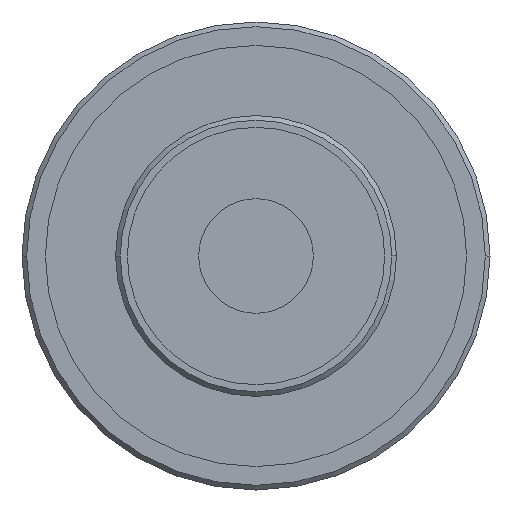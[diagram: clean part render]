
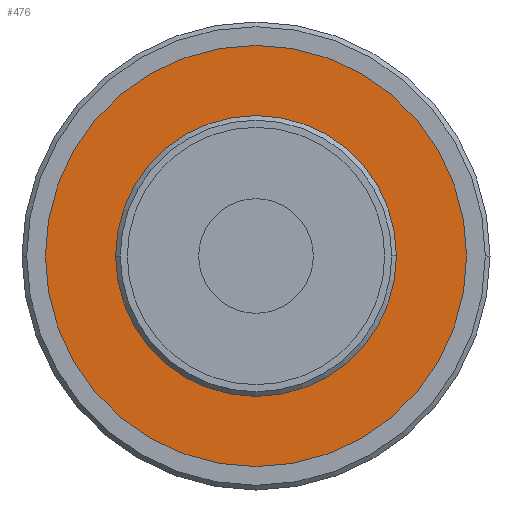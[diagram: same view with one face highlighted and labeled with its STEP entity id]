
A CAD part, front view. The second image highlights one B-rep face of the part: STEP entity #476.
In plain terms, the highlighted planar face has unit normal (0, -1, 0).
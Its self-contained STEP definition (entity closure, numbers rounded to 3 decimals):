
#10 = AXIS2_PLACEMENT_3D ( 'NONE', #209, #474, #737 ) ;
#18 = AXIS2_PLACEMENT_3D ( 'NONE', #836, #245, #515 ) ;
#24 = ORIENTED_EDGE ( 'NONE', *, *, #717, .F. ) ;
#35 = EDGE_LOOP ( 'NONE', ( #830, #24 ) ) ;
#91 = CARTESIAN_POINT ( 'NONE',  ( 0., 13.8, 0. ) ) ;
#169 = EDGE_LOOP ( 'NONE', ( #802, #234 ) ) ;
#209 = CARTESIAN_POINT ( 'NONE',  ( 0., 13.8, 0. ) ) ;
#221 = DIRECTION ( 'NONE',  ( 1., 0., 0. ) ) ;
#234 = ORIENTED_EDGE ( 'NONE', *, *, #777, .T. ) ;
#243 = CARTESIAN_POINT ( 'NONE',  ( 0., 13.8, 0. ) ) ;
#245 = DIRECTION ( 'NONE',  ( 0., -1., 0. ) ) ;
#303 = AXIS2_PLACEMENT_3D ( 'NONE', #91, #350, #619 ) ;
#349 = CIRCLE ( 'NONE', #466, 9. ) ;
#350 = DIRECTION ( 'NONE',  ( 0., -1., 0. ) ) ;
#351 = VERTEX_POINT ( 'NONE', #679 ) ;
#356 = EDGE_CURVE ( 'NONE', #351, #504, #349, .T. ) ;
#372 = CIRCLE ( 'NONE', #10, 5.5 ) ;
#379 = EDGE_CURVE ( 'NONE', #844, #712, #573, .T. ) ;
#387 = CIRCLE ( 'NONE', #18, 9. ) ;
#457 = CARTESIAN_POINT ( 'NONE',  ( -5.5, 13.8, 0. ) ) ;
#466 = AXIS2_PLACEMENT_3D ( 'NONE', #554, #808, #221 ) ;
#474 = DIRECTION ( 'NONE',  ( 0., -1., 0. ) ) ;
#476 = ADVANCED_FACE ( 'NONE', ( #769, #574 ), #833, .T. ) ;
#504 = VERTEX_POINT ( 'NONE', #714 ) ;
#511 = DIRECTION ( 'NONE',  ( 0., -1., 0. ) ) ;
#515 = DIRECTION ( 'NONE',  ( 1., 0., 0. ) ) ;
#554 = CARTESIAN_POINT ( 'NONE',  ( 0., 13.8, 0. ) ) ;
#573 = CIRCLE ( 'NONE', #303, 5.5 ) ;
#574 = FACE_BOUND ( 'NONE', #35, .T. ) ;
#619 = DIRECTION ( 'NONE',  ( 1., 0., 0. ) ) ;
#679 = CARTESIAN_POINT ( 'NONE',  ( 9., 13.8, 0. ) ) ;
#712 = VERTEX_POINT ( 'NONE', #798 ) ;
#714 = CARTESIAN_POINT ( 'NONE',  ( -9., 13.8, 0. ) ) ;
#717 = EDGE_CURVE ( 'NONE', #712, #844, #372, .T. ) ;
#737 = DIRECTION ( 'NONE',  ( 1., 0., 0. ) ) ;
#767 = AXIS2_PLACEMENT_3D ( 'NONE', #243, #511, #771 ) ;
#769 = FACE_OUTER_BOUND ( 'NONE', #169, .T. ) ;
#771 = DIRECTION ( 'NONE',  ( 1., 0., 0. ) ) ;
#777 = EDGE_CURVE ( 'NONE', #504, #351, #387, .T. ) ;
#798 = CARTESIAN_POINT ( 'NONE',  ( 5.5, 13.8, 0. ) ) ;
#802 = ORIENTED_EDGE ( 'NONE', *, *, #356, .T. ) ;
#808 = DIRECTION ( 'NONE',  ( 0., -1., 0. ) ) ;
#830 = ORIENTED_EDGE ( 'NONE', *, *, #379, .F. ) ;
#833 = PLANE ( 'NONE',  #767 ) ;
#836 = CARTESIAN_POINT ( 'NONE',  ( 0., 13.8, 0. ) ) ;
#844 = VERTEX_POINT ( 'NONE', #457 ) ;
